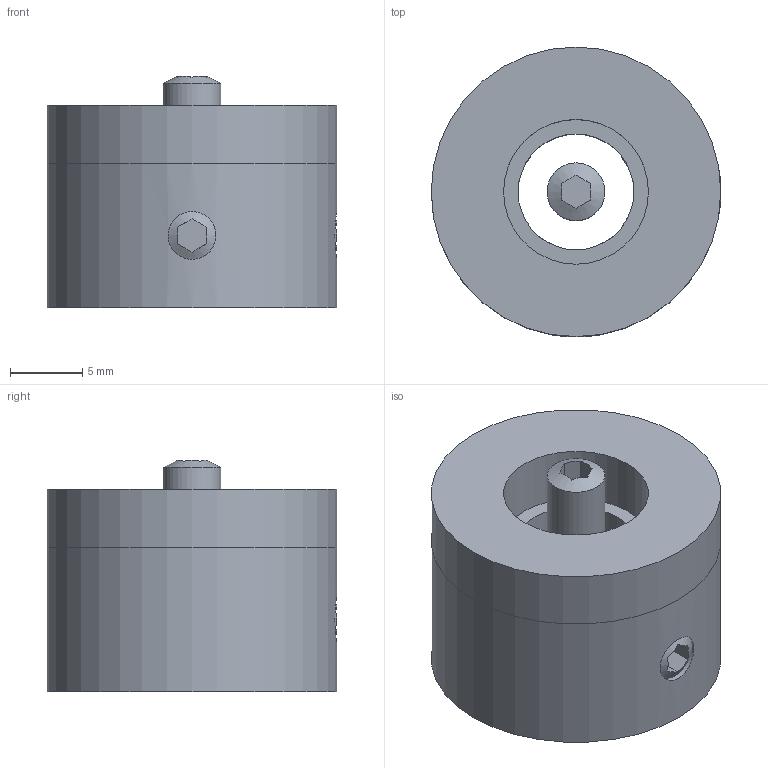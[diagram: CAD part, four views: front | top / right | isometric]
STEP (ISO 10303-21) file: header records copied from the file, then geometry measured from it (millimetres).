
FILE_DESCRIPTION( ( 'STEP AP203' ), '1' );
FILE_NAME( ' ', ' ', ( ' ' ), ( ' ' ), 'PSStep 10.0', ' ', ' ' );
FILE_SCHEMA( ( 'CONFIG_CONTROL_DESIGN' ) );
Length unit declared in the file: millimetre
Products named in the file (4): 1; 2; Assem1; 3
Bounding box: 20 x 20 x 16 mm (x, y, z)
Volume: 3652.7 mm3; surface area: 2660.5 mm2
Topology: 5 solids, 5 shells, 43 faces, 103 edges, 65 vertices
Faces by surface type: plane 25, cylinder 9, cone 9
Full cylindrical faces by diameter (mm): 3.3 x2, 4 x3, 8 x1, 10 x1, 20 x2
Entity records: 918 total; most frequent: CARTESIAN_POINT 321, DIRECTION 86, ORIENTED_EDGE 66, EDGE_LOOP 38, AXIS2_PLACEMENT_3D 37, EDGE_CURVE 33, FACE_OUTER_BOUND 28, VERTEX_POINT 28
